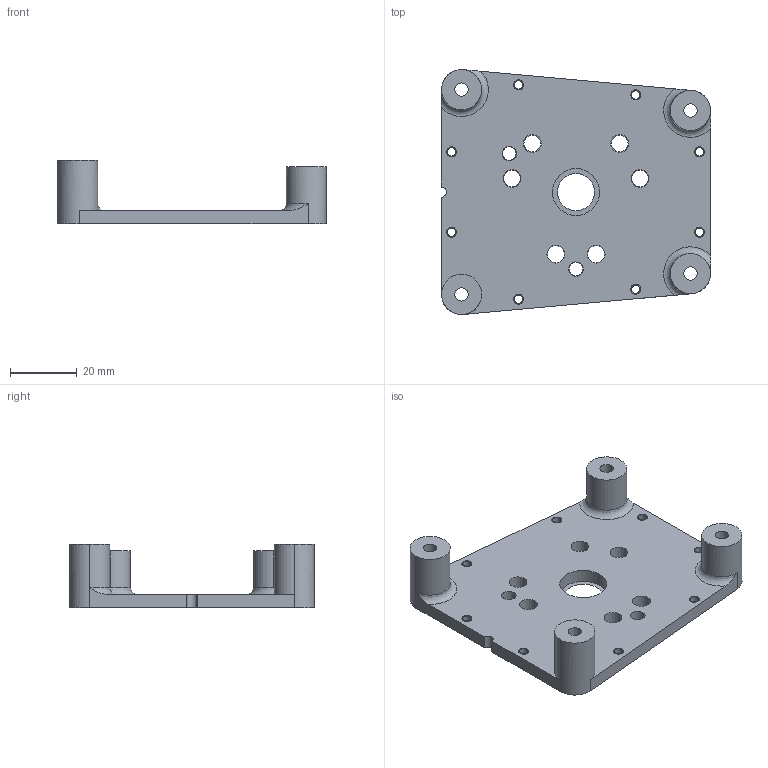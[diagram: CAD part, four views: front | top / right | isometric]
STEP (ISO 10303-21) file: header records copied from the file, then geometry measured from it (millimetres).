
FILE_DESCRIPTION((''),'2;1');
FILE_NAME('MG0005A1','2025-02-07T19:03:13',('sduddu'),(''),'CREO PARAMETRIC BY PTC INC, 2023014','CREO PARAMETRIC BY PTC INC, 2023014','');
FILE_SCHEMA(('AUTOMOTIVE_DESIGN { 1 0 10303 214 1 1 1 1 }'));
Length unit declared in the file: millimetre
Products named in the file (1): MG0005A1
Bounding box: 80.32 x 73.11 x 19 mm (x, y, z)
Volume: 23982.6 mm3; surface area: 17328.7 mm2
Topology: 1 solids, 10 shells, 94 faces, 302 edges, 215 vertices
Faces by surface type: cylinder 75, plane 16, torus 3
Entity records: 6352 total; most frequent: CARTESIAN_POINT 750, DIRECTION 729, ORIENTED_EDGE 524, PRESENTATION_STYLE_ASSIGNMENT 342, STYLED_ITEM 341, CURVE_STYLE 331, AXIS2_PLACEMENT_3D 300, EDGE_CURVE 296
